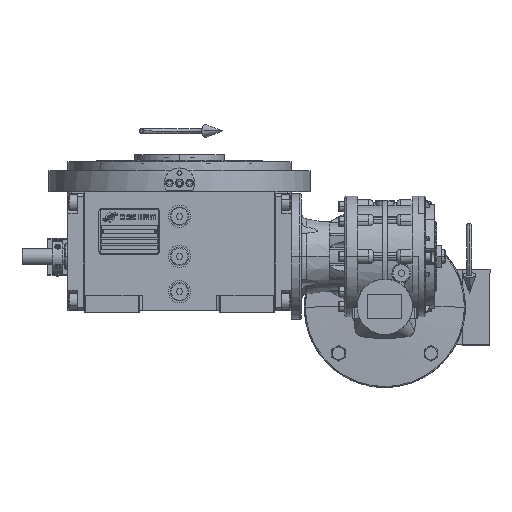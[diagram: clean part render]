
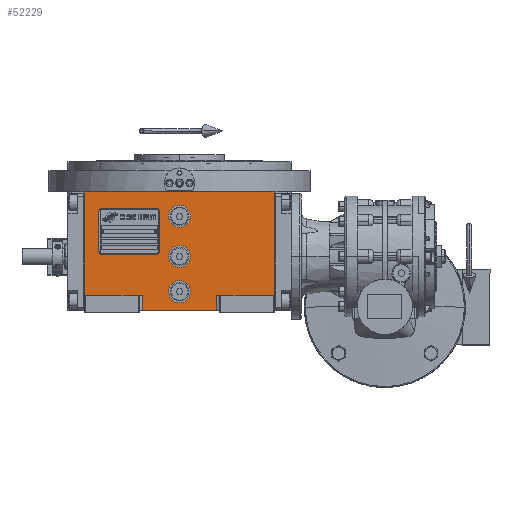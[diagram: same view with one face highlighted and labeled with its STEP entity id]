
A CAD part, top view. The second image highlights one B-rep face of the part: STEP entity #52229.
In plain terms, the highlighted planar face has unit normal (0, 0, 1).
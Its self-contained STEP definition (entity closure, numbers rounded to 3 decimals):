
#2301 = CIRCLE ( 'NONE', #8854, 11. ) ;
#3620 = EDGE_CURVE ( 'NONE', #116504, #67511, #6244, .T. ) ;
#4772 = CARTESIAN_POINT ( 'NONE',  ( 37., -38.5, 163.5 ) ) ;
#4986 = CARTESIAN_POINT ( 'NONE',  ( 11., -35., 163.5 ) ) ;
#6244 = LINE ( 'NONE', #48008, #110970 ) ;
#6621 = CARTESIAN_POINT ( 'NONE',  ( -37., -53.5, 163.5 ) ) ;
#7098 = CARTESIAN_POINT ( 'NONE',  ( -94.5, -53.5, 163.5 ) ) ;
#7298 = DIRECTION ( 'NONE',  ( 1., 0., 0. ) ) ;
#8854 = AXIS2_PLACEMENT_3D ( 'NONE', #88174, #20133, #80429 ) ;
#9003 = VERTEX_POINT ( 'NONE', #104538 ) ;
#9413 = CARTESIAN_POINT ( 'NONE',  ( -94.5, -38.5, 163.5 ) ) ;
#9893 = DIRECTION ( 'NONE',  ( -1., 0., 0. ) ) ;
#10040 = VERTEX_POINT ( 'NONE', #129482 ) ;
#10264 = VECTOR ( 'NONE', #17540, 1000. ) ;
#10614 = EDGE_CURVE ( 'NONE', #66214, #12022, #85307, .T. ) ;
#10733 = LINE ( 'NONE', #60734, #54020 ) ;
#12022 = VERTEX_POINT ( 'NONE', #4986 ) ;
#13081 = ORIENTED_EDGE ( 'NONE', *, *, #45113, .T. ) ;
#14411 = ORIENTED_EDGE ( 'NONE', *, *, #111457, .F. ) ;
#17540 = DIRECTION ( 'NONE',  ( 0., 1., 0. ) ) ;
#17726 = EDGE_LOOP ( 'NONE', ( #71140, #105908, #100606, #13081, #26044, #85942, #124418, #86153 ) ) ;
#19396 = DIRECTION ( 'NONE',  ( 1., 0., 0. ) ) ;
#20133 = DIRECTION ( 'NONE',  ( 0., 0., 1. ) ) ;
#20244 = LINE ( 'NONE', #72297, #104264 ) ;
#22492 = DIRECTION ( 'NONE',  ( 1., 0., 0. ) ) ;
#24277 = DIRECTION ( 'NONE',  ( 0., 0., 1. ) ) ;
#24863 = VERTEX_POINT ( 'NONE', #76338 ) ;
#25731 = EDGE_CURVE ( 'NONE', #116504, #68421, #56148, .T. ) ;
#26044 = ORIENTED_EDGE ( 'NONE', *, *, #45183, .F. ) ;
#27657 = FACE_OUTER_BOUND ( 'NONE', #17726, .T. ) ;
#30340 = FACE_BOUND ( 'NONE', #113139, .T. ) ;
#30439 = EDGE_CURVE ( 'NONE', #92926, #80648, #45338, .T. ) ;
#33954 = DIRECTION ( 'NONE',  ( 0., 1., 0. ) ) ;
#35429 = CARTESIAN_POINT ( 'NONE',  ( 94.5, 64.5, 163.5 ) ) ;
#37575 = CARTESIAN_POINT ( 'NONE',  ( -11., 0., 163.5 ) ) ;
#38114 = LINE ( 'NONE', #6621, #96943 ) ;
#38285 = DIRECTION ( 'NONE',  ( 0., 0., 1. ) ) ;
#39500 = VECTOR ( 'NONE', #22492, 1000. ) ;
#40631 = FACE_BOUND ( 'NONE', #82483, .T. ) ;
#41027 = LINE ( 'NONE', #114247, #39500 ) ;
#43168 = ORIENTED_EDGE ( 'NONE', *, *, #81652, .F. ) ;
#45113 = EDGE_CURVE ( 'NONE', #67511, #108347, #69591, .T. ) ;
#45183 = EDGE_CURVE ( 'NONE', #24863, #108347, #20244, .T. ) ;
#45338 = LINE ( 'NONE', #128215, #62335 ) ;
#48008 = CARTESIAN_POINT ( 'NONE',  ( 37., -38.5, 163.5 ) ) ;
#51511 = CARTESIAN_POINT ( 'NONE',  ( 37., -53.5, 163.5 ) ) ;
#52229 = ADVANCED_FACE ( 'NONE', ( #40631, #30340, #82407, #27657 ), #89968, .T. ) ;
#54020 = VECTOR ( 'NONE', #33954, 1000. ) ;
#56148 = LINE ( 'NONE', #4772, #121847 ) ;
#57001 = DIRECTION ( 'NONE',  ( 0., 0., 1. ) ) ;
#57765 = DIRECTION ( 'NONE',  ( -1., 0., 0. ) ) ;
#57990 = CARTESIAN_POINT ( 'NONE',  ( 94.5, -38.5, 163.5 ) ) ;
#58483 = ORIENTED_EDGE ( 'NONE', *, *, #10614, .F. ) ;
#60734 = CARTESIAN_POINT ( 'NONE',  ( -94.5, -38.5, 163.5 ) ) ;
#61516 = CARTESIAN_POINT ( 'NONE',  ( -11., -35., 163.5 ) ) ;
#62335 = VECTOR ( 'NONE', #76163, 1000. ) ;
#62376 = CARTESIAN_POINT ( 'NONE',  ( 37., -38.5, 163.5 ) ) ;
#62790 = DIRECTION ( 'NONE',  ( 1., 0., 0. ) ) ;
#63565 = VERTEX_POINT ( 'NONE', #37575 ) ;
#66214 = VERTEX_POINT ( 'NONE', #61516 ) ;
#66824 = AXIS2_PLACEMENT_3D ( 'NONE', #78329, #24277, #57765 ) ;
#67511 = VERTEX_POINT ( 'NONE', #57990 ) ;
#68388 = CARTESIAN_POINT ( 'NONE',  ( -37., -53.5, 163.5 ) ) ;
#68421 = VERTEX_POINT ( 'NONE', #51511 ) ;
#69591 = LINE ( 'NONE', #111335, #10264 ) ;
#71140 = ORIENTED_EDGE ( 'NONE', *, *, #94959, .T. ) ;
#71534 = CIRCLE ( 'NONE', #123998, 11. ) ;
#72297 = CARTESIAN_POINT ( 'NONE',  ( -94.5, 64.5, 163.5 ) ) ;
#72839 = AXIS2_PLACEMENT_3D ( 'NONE', #7098, #131730, #19396 ) ;
#75875 = CIRCLE ( 'NONE', #110854, 11. ) ;
#76163 = DIRECTION ( 'NONE',  ( 0., 1., 0. ) ) ;
#76338 = CARTESIAN_POINT ( 'NONE',  ( -94.5, 64.5, 163.5 ) ) ;
#78329 = CARTESIAN_POINT ( 'NONE',  ( 0., 0., 163.5 ) ) ;
#80429 = DIRECTION ( 'NONE',  ( 1., 0., 0. ) ) ;
#80648 = VERTEX_POINT ( 'NONE', #118924 ) ;
#81652 = EDGE_CURVE ( 'NONE', #10040, #97901, #75875, .T. ) ;
#82407 = FACE_BOUND ( 'NONE', #106163, .T. ) ;
#82483 = EDGE_LOOP ( 'NONE', ( #92345, #132569 ) ) ;
#84688 = DIRECTION ( 'NONE',  ( 0., 0., 1. ) ) ;
#85307 = CIRCLE ( 'NONE', #102790, 11. ) ;
#85444 = CIRCLE ( 'NONE', #122575, 11. ) ;
#85942 = ORIENTED_EDGE ( 'NONE', *, *, #98915, .F. ) ;
#86153 = ORIENTED_EDGE ( 'NONE', *, *, #30439, .F. ) ;
#87363 = EDGE_CURVE ( 'NONE', #128367, #80648, #41027, .T. ) ;
#88174 = CARTESIAN_POINT ( 'NONE',  ( 0., 0., 163.5 ) ) ;
#88516 = DIRECTION ( 'NONE',  ( -1., 0., 0. ) ) ;
#89009 = DIRECTION ( 'NONE',  ( 0., -1., 0. ) ) ;
#89196 = CARTESIAN_POINT ( 'NONE',  ( 0., 40., 163.5 ) ) ;
#89968 = PLANE ( 'NONE',  #72839 ) ;
#91022 = DIRECTION ( 'NONE',  ( 1., 0., 0. ) ) ;
#92082 = CARTESIAN_POINT ( 'NONE',  ( 0., -35., 163.5 ) ) ;
#92345 = ORIENTED_EDGE ( 'NONE', *, *, #104941, .F. ) ;
#92926 = VERTEX_POINT ( 'NONE', #68388 ) ;
#94959 = EDGE_CURVE ( 'NONE', #92926, #68421, #38114, .T. ) ;
#96943 = VECTOR ( 'NONE', #7298, 1000. ) ;
#97901 = VERTEX_POINT ( 'NONE', #103304 ) ;
#98915 = EDGE_CURVE ( 'NONE', #128367, #24863, #10733, .T. ) ;
#100606 = ORIENTED_EDGE ( 'NONE', *, *, #3620, .T. ) ;
#101722 = CIRCLE ( 'NONE', #66824, 11. ) ;
#102790 = AXIS2_PLACEMENT_3D ( 'NONE', #92082, #122875, #9893 ) ;
#103304 = CARTESIAN_POINT ( 'NONE',  ( -11., 40., 163.5 ) ) ;
#103869 = CARTESIAN_POINT ( 'NONE',  ( 0., -35., 163.5 ) ) ;
#104264 = VECTOR ( 'NONE', #112697, 1000. ) ;
#104538 = CARTESIAN_POINT ( 'NONE',  ( 11., 0., 163.5 ) ) ;
#104941 = EDGE_CURVE ( 'NONE', #9003, #63565, #2301, .T. ) ;
#105908 = ORIENTED_EDGE ( 'NONE', *, *, #25731, .F. ) ;
#106163 = EDGE_LOOP ( 'NONE', ( #43168, #128404 ) ) ;
#108347 = VERTEX_POINT ( 'NONE', #35429 ) ;
#110854 = AXIS2_PLACEMENT_3D ( 'NONE', #132107, #38285, #91022 ) ;
#110970 = VECTOR ( 'NONE', #131564, 1000. ) ;
#111335 = CARTESIAN_POINT ( 'NONE',  ( 94.5, -38.5, 163.5 ) ) ;
#111457 = EDGE_CURVE ( 'NONE', #12022, #66214, #85444, .T. ) ;
#112697 = DIRECTION ( 'NONE',  ( 1., 0., 0. ) ) ;
#113139 = EDGE_LOOP ( 'NONE', ( #14411, #58483 ) ) ;
#114247 = CARTESIAN_POINT ( 'NONE',  ( -94.5, -38.5, 163.5 ) ) ;
#116504 = VERTEX_POINT ( 'NONE', #62376 ) ;
#118489 = EDGE_CURVE ( 'NONE', #63565, #9003, #101722, .T. ) ;
#118924 = CARTESIAN_POINT ( 'NONE',  ( -37., -38.5, 163.5 ) ) ;
#120631 = EDGE_CURVE ( 'NONE', #97901, #10040, #71534, .T. ) ;
#121847 = VECTOR ( 'NONE', #89009, 1000. ) ;
#122575 = AXIS2_PLACEMENT_3D ( 'NONE', #103869, #84688, #62790 ) ;
#122875 = DIRECTION ( 'NONE',  ( 0., 0., 1. ) ) ;
#123998 = AXIS2_PLACEMENT_3D ( 'NONE', #89196, #57001, #88516 ) ;
#124418 = ORIENTED_EDGE ( 'NONE', *, *, #87363, .T. ) ;
#128215 = CARTESIAN_POINT ( 'NONE',  ( -37., -53.5, 163.5 ) ) ;
#128367 = VERTEX_POINT ( 'NONE', #9413 ) ;
#128404 = ORIENTED_EDGE ( 'NONE', *, *, #120631, .F. ) ;
#129482 = CARTESIAN_POINT ( 'NONE',  ( 11., 40., 163.5 ) ) ;
#131564 = DIRECTION ( 'NONE',  ( 1., 0., 0. ) ) ;
#131730 = DIRECTION ( 'NONE',  ( 0., 0., 1. ) ) ;
#132107 = CARTESIAN_POINT ( 'NONE',  ( 0., 40., 163.5 ) ) ;
#132569 = ORIENTED_EDGE ( 'NONE', *, *, #118489, .F. ) ;
